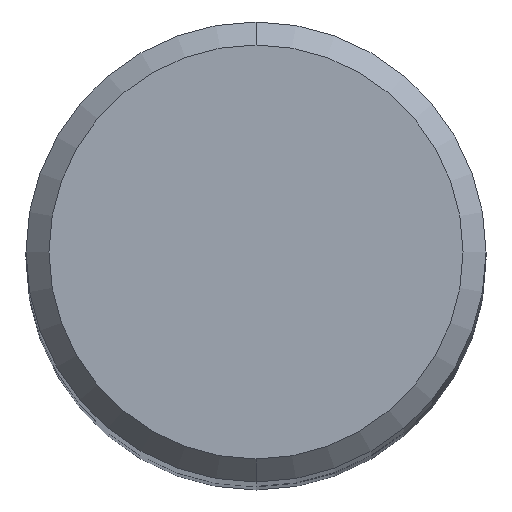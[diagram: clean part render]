
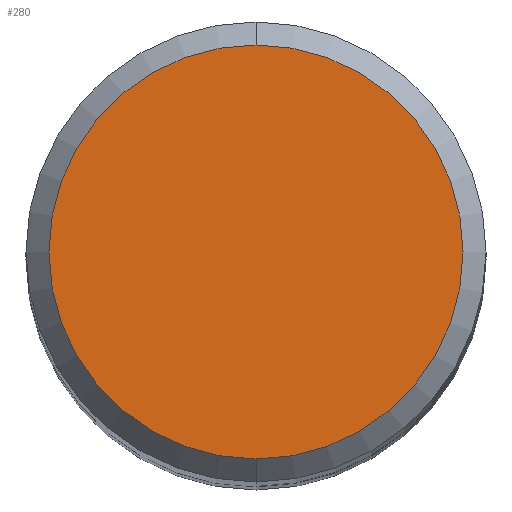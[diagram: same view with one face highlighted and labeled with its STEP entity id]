
A CAD part, top view. The second image highlights one B-rep face of the part: STEP entity #280.
In plain terms, the highlighted planar face has unit normal (0, 0, 1).
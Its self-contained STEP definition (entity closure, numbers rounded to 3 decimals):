
#192=EDGE_CURVE('',#214,#216,#487,.T.);
#214=VERTEX_POINT('',#512);
#216=VERTEX_POINT('',#514);
#244=EDGE_CURVE('',#216,#214,#544,.T.);
#280=ADVANCED_FACE('',(#584),#585,.T.);
#487=CIRCLE('',#810,4.5);
#512=CARTESIAN_POINT('',(0.0,4.5,0.0));
#514=CARTESIAN_POINT('',(0.,-4.5,0.0));
#544=CIRCLE('',#949,4.5);
#584=FACE_OUTER_BOUND('',#1063,.T.);
#585=PLANE('',#1064);
#810=AXIS2_PLACEMENT_3D('',#1448,#1449,#1450);
#949=AXIS2_PLACEMENT_3D('',#1507,#1508,#1509);
#1063=EDGE_LOOP('',(#1563,#1564));
#1064=AXIS2_PLACEMENT_3D('',#1565,#1566,#1567);
#1448=CARTESIAN_POINT('',(0.0,0.0,0.0));
#1449=DIRECTION('',(0.0,0.0,-1.0));
#1450=DIRECTION('',(0.0,1.0,0.0));
#1507=CARTESIAN_POINT('',(0.0,0.0,0.0));
#1508=DIRECTION('',(0.0,0.0,-1.0));
#1509=DIRECTION('',(0.0,1.0,0.0));
#1563=ORIENTED_EDGE('',*,*,#192,.F.);
#1564=ORIENTED_EDGE('',*,*,#244,.F.);
#1565=CARTESIAN_POINT('',(0.0,2.25,0.0));
#1566=DIRECTION('',(-0.0,0.0,1.0));
#1567=DIRECTION('',(0.0,-1.0,0.0));
